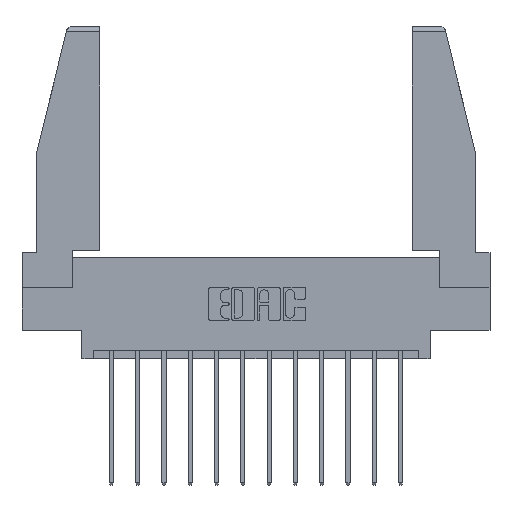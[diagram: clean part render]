
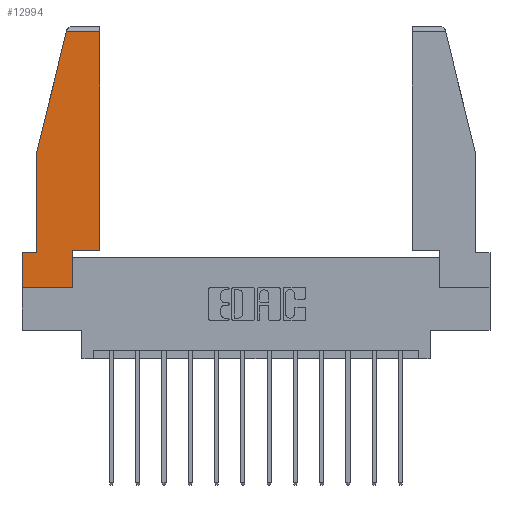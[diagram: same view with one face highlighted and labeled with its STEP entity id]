
A CAD part, top view. The second image highlights one B-rep face of the part: STEP entity #12994.
In plain terms, the highlighted planar face has unit normal (0, 0, 1).
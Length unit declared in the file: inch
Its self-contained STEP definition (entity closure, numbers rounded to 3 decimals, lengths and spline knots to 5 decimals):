
#9 = LINE ( 'NONE', #5563, #6483 ) ;
#136 = EDGE_LOOP ( 'NONE', ( #8175, #8914, #969, #6619, #10900, #7999, #3079, #1281, #1146 ) ) ;
#893 = EDGE_CURVE ( 'NONE', #9258, #14359, #14441, .T. ) ;
#898 = VERTEX_POINT ( 'NONE', #15630 ) ;
#969 = ORIENTED_EDGE ( 'NONE', *, *, #1932, .T. ) ;
#1040 = DIRECTION ( 'NONE',  ( 1., 0., 0. ) ) ;
#1146 = ORIENTED_EDGE ( 'NONE', *, *, #10028, .T. ) ;
#1281 = ORIENTED_EDGE ( 'NONE', *, *, #893, .T. ) ;
#1385 = LINE ( 'NONE', #3761, #15470 ) ;
#1874 = CARTESIAN_POINT ( 'NONE',  ( 0.461, 0.223, 0. ) ) ;
#1932 = EDGE_CURVE ( 'NONE', #8190, #3101, #9802, .T. ) ;
#2222 = LINE ( 'NONE', #7320, #2793 ) ;
#2410 = DIRECTION ( 'NONE',  ( -1., 0., 0. ) ) ;
#2791 = CARTESIAN_POINT ( 'NONE',  ( 0.2636, 1.52, 0. ) ) ;
#2793 = VECTOR ( 'NONE', #2410, 39.37008 ) ;
#2866 = EDGE_CURVE ( 'NONE', #12727, #12282, #14387, .T. ) ;
#3079 = ORIENTED_EDGE ( 'NONE', *, *, #14619, .T. ) ;
#3101 = VERTEX_POINT ( 'NONE', #11226 ) ;
#3260 = LINE ( 'NONE', #9812, #10651 ) ;
#3690 = DIRECTION ( 'NONE',  ( 0., 0., 1. ) ) ;
#3761 = CARTESIAN_POINT ( 'NONE',  ( 0., 0., 0. ) ) ;
#4129 = VECTOR ( 'NONE', #6178, 39.37008 ) ;
#4291 = CARTESIAN_POINT ( 'NONE',  ( 0.297, 0., 0. ) ) ;
#5509 = CARTESIAN_POINT ( 'NONE',  ( 0.461, 0.223, 0. ) ) ;
#5563 = CARTESIAN_POINT ( 'NONE',  ( 0., 0.21, 0. ) ) ;
#6006 = VECTOR ( 'NONE', #10125, 39.37008 ) ;
#6087 = CARTESIAN_POINT ( 'NONE',  ( 0., 0., 0. ) ) ;
#6178 = DIRECTION ( 'NONE',  ( 0., -1., 0. ) ) ;
#6262 = EDGE_CURVE ( 'NONE', #3101, #9300, #7735, .T. ) ;
#6483 = VECTOR ( 'NONE', #14106, 39.37008 ) ;
#6619 = ORIENTED_EDGE ( 'NONE', *, *, #6262, .T. ) ;
#7124 = LINE ( 'NONE', #11852, #15342 ) ;
#7145 = PLANE ( 'NONE',  #11808 ) ;
#7320 = CARTESIAN_POINT ( 'NONE',  ( 0., 0.21, 0. ) ) ;
#7660 = CARTESIAN_POINT ( 'NONE',  ( 0.086, 0.21, 0. ) ) ;
#7735 = LINE ( 'NONE', #14686, #4129 ) ;
#7954 = EDGE_CURVE ( 'NONE', #12282, #8190, #7124, .T. ) ;
#7999 = ORIENTED_EDGE ( 'NONE', *, *, #10304, .T. ) ;
#8074 = EDGE_CURVE ( 'NONE', #9300, #13764, #2222, .T. ) ;
#8175 = ORIENTED_EDGE ( 'NONE', *, *, #2866, .T. ) ;
#8190 = VERTEX_POINT ( 'NONE', #2791 ) ;
#8314 = DIRECTION ( 'NONE',  ( 0., 1., 0. ) ) ;
#8843 = CARTESIAN_POINT ( 'NONE',  ( 0., 0.21, 0. ) ) ;
#8914 = ORIENTED_EDGE ( 'NONE', *, *, #7954, .T. ) ;
#9011 = CARTESIAN_POINT ( 'NONE',  ( 0.297, 0.223, 0. ) ) ;
#9258 = VERTEX_POINT ( 'NONE', #4291 ) ;
#9300 = VERTEX_POINT ( 'NONE', #7660 ) ;
#9606 = CARTESIAN_POINT ( 'NONE',  ( 0.461, 1.52, 0. ) ) ;
#9802 = LINE ( 'NONE', #15191, #6006 ) ;
#9812 = CARTESIAN_POINT ( 'NONE',  ( 0.297, 0.223, 0. ) ) ;
#9983 = DIRECTION ( 'NONE',  ( 1., 0., 0. ) ) ;
#10028 = EDGE_CURVE ( 'NONE', #14359, #12727, #3260, .T. ) ;
#10125 = DIRECTION ( 'NONE',  ( -0.239, -0.971, 0. ) ) ;
#10304 = EDGE_CURVE ( 'NONE', #13764, #898, #9, .T. ) ;
#10651 = VECTOR ( 'NONE', #12220, 39.37008 ) ;
#10900 = ORIENTED_EDGE ( 'NONE', *, *, #8074, .T. ) ;
#11226 = CARTESIAN_POINT ( 'NONE',  ( 0.086, 0.8, 0. ) ) ;
#11511 = FACE_OUTER_BOUND ( 'NONE', #136, .T. ) ;
#11550 = VECTOR ( 'NONE', #8314, 39.37008 ) ;
#11808 = AXIS2_PLACEMENT_3D ( 'NONE', #6087, #3690, #1040 ) ;
#11852 = CARTESIAN_POINT ( 'NONE',  ( 0., 1.52, 0. ) ) ;
#12220 = DIRECTION ( 'NONE',  ( 1., 0., 0. ) ) ;
#12282 = VERTEX_POINT ( 'NONE', #9606 ) ;
#12462 = VECTOR ( 'NONE', #14071, 39.37008 ) ;
#12727 = VERTEX_POINT ( 'NONE', #1874 ) ;
#12994 = ADVANCED_FACE ( 'NONE', ( #11511 ), #7145, .T. ) ;
#13764 = VERTEX_POINT ( 'NONE', #8843 ) ;
#14071 = DIRECTION ( 'NONE',  ( 0., 1., 0. ) ) ;
#14106 = DIRECTION ( 'NONE',  ( 0., -1., 0. ) ) ;
#14346 = CARTESIAN_POINT ( 'NONE',  ( 0.297, 0., 0. ) ) ;
#14359 = VERTEX_POINT ( 'NONE', #9011 ) ;
#14387 = LINE ( 'NONE', #5509, #12462 ) ;
#14441 = LINE ( 'NONE', #14346, #11550 ) ;
#14619 = EDGE_CURVE ( 'NONE', #898, #9258, #1385, .T. ) ;
#14686 = CARTESIAN_POINT ( 'NONE',  ( 0.086, 0.8, 0. ) ) ;
#15191 = CARTESIAN_POINT ( 'NONE',  ( 0.271, 1.55, 0. ) ) ;
#15342 = VECTOR ( 'NONE', #15658, 39.37008 ) ;
#15470 = VECTOR ( 'NONE', #9983, 39.37008 ) ;
#15630 = CARTESIAN_POINT ( 'NONE',  ( 0., 0., 0. ) ) ;
#15658 = DIRECTION ( 'NONE',  ( -1., 0., 0. ) ) ;
